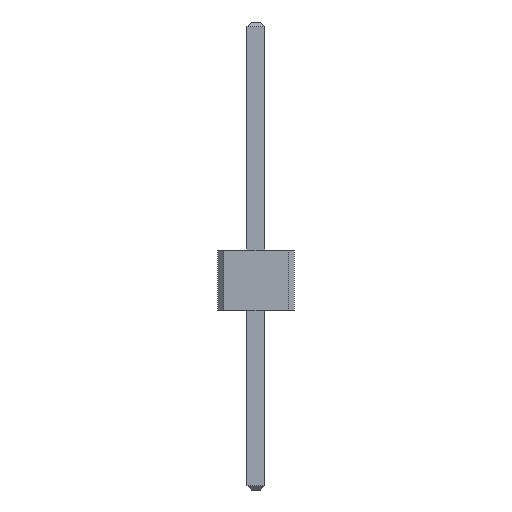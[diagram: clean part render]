
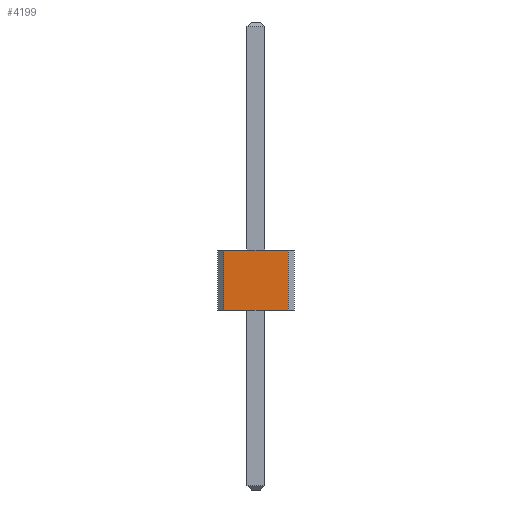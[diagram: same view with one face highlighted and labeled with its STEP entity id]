
A CAD part, front view. The second image highlights one B-rep face of the part: STEP entity #4199.
In plain terms, the highlighted planar face has unit normal (0, -1, 0).
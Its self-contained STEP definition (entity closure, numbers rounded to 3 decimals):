
#13=DIRECTION('',(0.,0.,1.));
#27=VECTOR('',#13,1.);
#89=DIRECTION('',(1.,0.,0.));
#443=VERTEX_POINT('',#444);
#444=CARTESIAN_POINT('',(-0.535,-23.5,0.));
#447=EDGE_CURVE('',#443,#448,#450,.T.);
#448=VERTEX_POINT('',#449);
#449=CARTESIAN_POINT('',(0.535,-23.5,0.));
#450=LINE('',#444,#451);
#451=VECTOR('',#89,1.);
#465=DIRECTION('',(0.,1.,0.));
#1796=VERTEX_POINT('',#1797);
#1797=CARTESIAN_POINT('',(-0.535,-23.5,1.));
#1799=ORIENTED_EDGE('',*,*,#1800,.T.);
#1800=EDGE_CURVE('',#1796,#1801,#1803,.T.);
#1801=VERTEX_POINT('',#1802);
#1802=CARTESIAN_POINT('',(0.535,-23.5,1.));
#1803=LINE('',#1797,#451);
#4184=EDGE_CURVE('',#443,#1796,#4185,.T.);
#4185=LINE('',#444,#27);
#4199=ADVANCED_FACE('',(#4200),#4207,.F.);
#4200=FACE_BOUND('',#4201,.F.);
#4201=EDGE_LOOP('',(#4202,#1799,#4203,#4206));
#4202=ORIENTED_EDGE('',*,*,#4184,.T.);
#4203=ORIENTED_EDGE('',*,*,#4204,.F.);
#4204=EDGE_CURVE('',#448,#1801,#4205,.T.);
#4205=LINE('',#449,#27);
#4206=ORIENTED_EDGE('',*,*,#447,.F.);
#4207=PLANE('',#4208);
#4208=AXIS2_PLACEMENT_3D('',#444,#465,#89);
